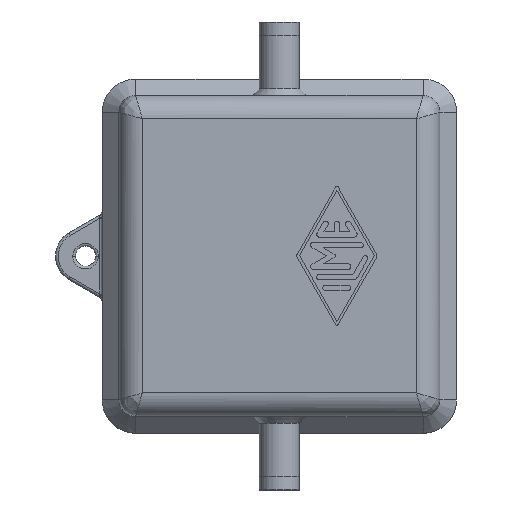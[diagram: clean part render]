
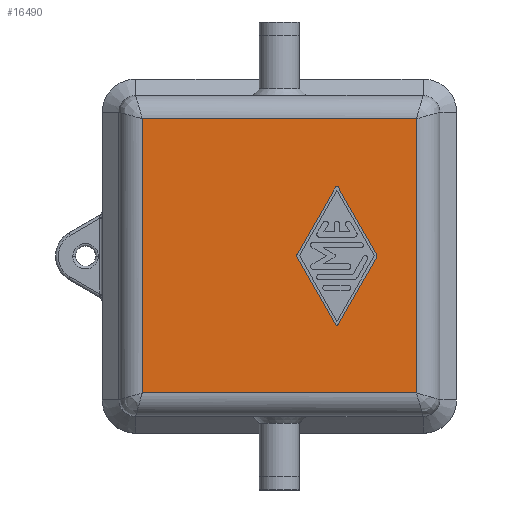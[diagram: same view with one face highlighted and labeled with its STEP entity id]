
A CAD part, top view. The second image highlights one B-rep face of the part: STEP entity #16490.
In plain terms, the highlighted planar face has unit normal (0, 0, 1).
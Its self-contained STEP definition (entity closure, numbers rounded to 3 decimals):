
#2920=CARTESIAN_POINT('',(10.25,10.25,17.5));
#2930=VERTEX_POINT('',#2920);
#2960=CARTESIAN_POINT('',(-10.25,10.25,17.5));
#2970=DIRECTION('',(1.,0.,0.));
#2980=VECTOR('',#2970,20.5);
#2990=LINE('',#2960,#2980);
#3000=CARTESIAN_POINT('',(-10.25,10.25,17.5));
#3010=VERTEX_POINT('',#3000);
#3020=EDGE_CURVE('',#3010,#2930,#2990,.T.);
#3430=CARTESIAN_POINT('',(-10.25,-10.25,17.5));
#3440=DIRECTION('',(0.,1.,0.));
#3450=VECTOR('',#3440,20.5);
#3460=LINE('',#3430,#3450);
#3470=CARTESIAN_POINT('',(-10.25,-10.25,17.5));
#3480=VERTEX_POINT('',#3470);
#3490=EDGE_CURVE('',#3480,#3010,#3460,.T.);
#3880=CARTESIAN_POINT('',(10.25,-10.25,17.5));
#3890=DIRECTION('',(-1.,0.,0.));
#3900=VECTOR('',#3890,20.5);
#3910=LINE('',#3880,#3900);
#3920=CARTESIAN_POINT('',(10.25,-10.25,17.5));
#3930=VERTEX_POINT('',#3920);
#3940=EDGE_CURVE('',#3930,#3480,#3910,.T.);
#4330=CARTESIAN_POINT('',(10.25,10.25,17.5));
#4340=DIRECTION('',(0.,-1.,0.));
#4350=VECTOR('',#4340,20.5);
#4360=LINE('',#4330,#4350);
#4370=EDGE_CURVE('',#2930,#3930,#4360,.T.);
#15680=CARTESIAN_POINT('',(0.,0.,17.5));
#15690=DIRECTION('',(0.,0.,1.));
#15700=DIRECTION('',(1.,0.,0.));
#15710=AXIS2_PLACEMENT_3D('',#15680,#15690,#15700);
#15720=PLANE('',#15710);
#15730=ORIENTED_EDGE('',*,*,#3940,.F.);
#15740=ORIENTED_EDGE('',*,*,#3490,.F.);
#15750=ORIENTED_EDGE('',*,*,#3020,.F.);
#15760=ORIENTED_EDGE('',*,*,#4370,.F.);
#15770=EDGE_LOOP('',(#15760,#15750,#15740,#15730));
#15780=FACE_OUTER_BOUND('',#15770,.T.);
#15790=CARTESIAN_POINT('',(1.5,0.,17.5))
;
#15800=DIRECTION('',(0.,0.,1.));
#15810=DIRECTION('',(0.,1.,0.));
#15820=AXIS2_PLACEMENT_3D('',#15790,#15800,#15810);
#15830=CIRCLE('',#15820,0.2);
#15840=CARTESIAN_POINT('',(1.326,0.099,17.5));
#15850=VERTEX_POINT('',#15840);
#15860=CARTESIAN_POINT('',(1.326,-0.099,17.5));
#15870=VERTEX_POINT('',#15860);
#15880=EDGE_CURVE('',#15850,#15870,#15830,.T.);
#15890=ORIENTED_EDGE('',*,*,#15880,.F.);
#15900=CARTESIAN_POINT('',(1.27,0.,17.5));
#15910=DIRECTION('',(0.496,-0.868,0.));
#15920=VECTOR('',#15910,1.);
#15930=LINE('',#15900,#15920);
#15940=CARTESIAN_POINT('',(4.213,-5.15,17.5));
#15950=VERTEX_POINT('',#15940);
#15960=EDGE_CURVE('',#15870,#15950,#15930,.T.);
#15970=ORIENTED_EDGE('',*,*,#15960,.F.);
#15980=CARTESIAN_POINT('',(4.3,-5.1,17.5));
#15990=DIRECTION('',(0.,0.,1.));
#16000=DIRECTION('',(0.,1.,0.));
#16010=AXIS2_PLACEMENT_3D('',#15980,#15990,#16000);
#16020=CIRCLE('',#16010,0.1);
#16030=CARTESIAN_POINT('',(4.387,-5.15,17.5));
#16040=VERTEX_POINT('',#16030);
#16050=EDGE_CURVE('',#15950,#16040,#16020,.T.);
#16060=ORIENTED_EDGE('',*,*,#16050,.F.);
#16070=CARTESIAN_POINT('',(7.33,0.,17.5));
#16080=DIRECTION('',(0.496,0.868,0.));
#16090=VECTOR('',#16080,1.);
#16100=LINE('',#16070,#16090);
#16110=CARTESIAN_POINT('',(7.274,-0.099,17.5));
#16120=VERTEX_POINT('',#16110);
#16130=EDGE_CURVE('',#16040,#16120,#16100,.T.);
#16140=ORIENTED_EDGE('',*,*,#16130,.F.);
#16150=CARTESIAN_POINT('',(7.1,0.,17.5))
;
#16160=DIRECTION('',(0.,0.,1.));
#16170=DIRECTION('',(0.,1.,0.));
#16180=AXIS2_PLACEMENT_3D('',#16150,#16160,#16170);
#16190=CIRCLE('',#16180,0.2);
#16200=CARTESIAN_POINT('',(7.274,0.099,17.5));
#16210=VERTEX_POINT('',#16200);
#16220=EDGE_CURVE('',#16120,#16210,#16190,.T.);
#16230=ORIENTED_EDGE('',*,*,#16220,.F.);
#16240=CARTESIAN_POINT('',(7.33,0.,17.5));
#16250=DIRECTION('',(-0.496,0.868,0.));
#16260=VECTOR('',#16250,1.);
#16270=LINE('',#16240,#16260);
#16280=CARTESIAN_POINT('',(4.387,5.15,17.5));
#16290=VERTEX_POINT('',#16280);
#16300=EDGE_CURVE('',#16210,#16290,#16270,.T.);
#16310=ORIENTED_EDGE('',*,*,#16300,.F.);
#16320=CARTESIAN_POINT('',(4.3,5.1,17.5));
#16330=DIRECTION('',(0.,0.,1.));
#16340=DIRECTION('',(0.,1.,0.));
#16350=AXIS2_PLACEMENT_3D('',#16320,#16330,#16340);
#16360=CIRCLE('',#16350,0.1);
#16370=CARTESIAN_POINT('',(4.213,5.15,17.5));
#16380=VERTEX_POINT('',#16370);
#16390=EDGE_CURVE('',#16290,#16380,#16360,.T.);
#16400=ORIENTED_EDGE('',*,*,#16390,.F.);
#16410=CARTESIAN_POINT('',(1.27,0.,17.5));
#16420=DIRECTION('',(-0.496,-0.868,0.));
#16430=VECTOR('',#16420,1.);
#16440=LINE('',#16410,#16430);
#16450=EDGE_CURVE('',#16380,#15850,#16440,.T.);
#16460=ORIENTED_EDGE('',*,*,#16450,.F.);
#16470=EDGE_LOOP('',(#16460,#16400,#16310,#16230,#16140,#16060,#15970,
#15890));
#16480=FACE_BOUND('',#16470,.T.);
#16490=ADVANCED_FACE('',(#15780,#16480),#15720,.T.);
